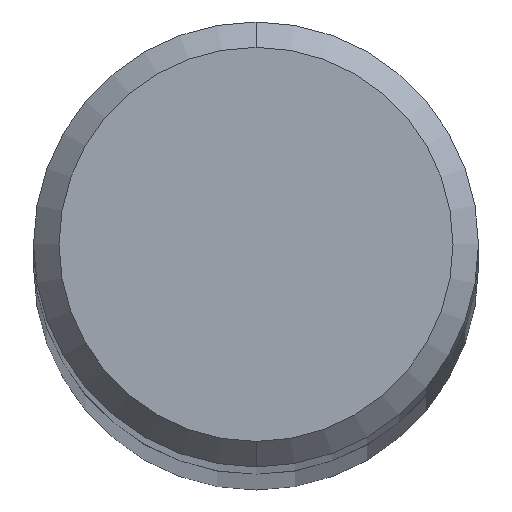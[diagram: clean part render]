
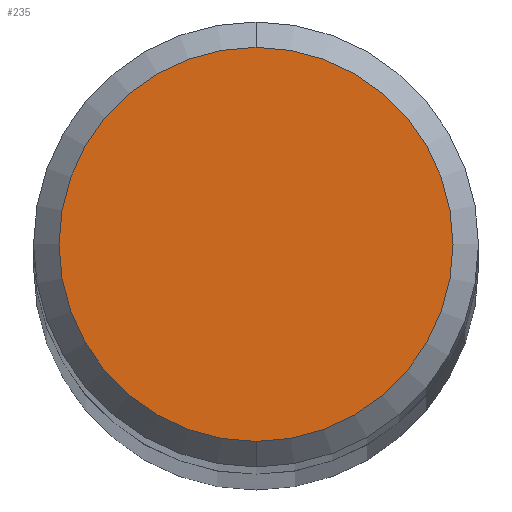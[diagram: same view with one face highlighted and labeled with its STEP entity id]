
A CAD part, top view. The second image highlights one B-rep face of the part: STEP entity #235.
In plain terms, the highlighted planar face has unit normal (0, 0, 1).
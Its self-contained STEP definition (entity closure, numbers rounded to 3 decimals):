
#169=VERTEX_POINT('',#444);
#227=EDGE_CURVE('',#169,#313,#509,.T.);
#235=ADVANCED_FACE('',(#517),#518,.T.);
#313=VERTEX_POINT('',#603);
#347=EDGE_CURVE('',#313,#169,#641,.T.);
#444=CARTESIAN_POINT('',(0.,-3.1,0.0));
#509=CIRCLE('',#845,3.1);
#517=FACE_OUTER_BOUND('',#875,.T.);
#518=PLANE('',#876);
#603=CARTESIAN_POINT('',(0.0,3.1,0.0));
#641=CIRCLE('',#1158,3.1);
#845=AXIS2_PLACEMENT_3D('',#1396,#1397,#1398);
#875=EDGE_LOOP('',(#1400,#1401));
#876=AXIS2_PLACEMENT_3D('',#1402,#1403,#1404);
#1158=AXIS2_PLACEMENT_3D('',#1520,#1521,#1522);
#1396=CARTESIAN_POINT('',(0.0,0.0,0.0));
#1397=DIRECTION('',(0.0,0.0,-1.0));
#1398=DIRECTION('',(0.0,1.0,0.0));
#1400=ORIENTED_EDGE('',*,*,#347,.F.);
#1401=ORIENTED_EDGE('',*,*,#227,.F.);
#1402=CARTESIAN_POINT('',(0.0,1.55,0.0));
#1403=DIRECTION('',(-0.0,0.0,1.0));
#1404=DIRECTION('',(0.0,-1.0,0.0));
#1520=CARTESIAN_POINT('',(0.0,0.0,0.0));
#1521=DIRECTION('',(0.0,0.0,-1.0));
#1522=DIRECTION('',(0.0,1.0,0.0));
